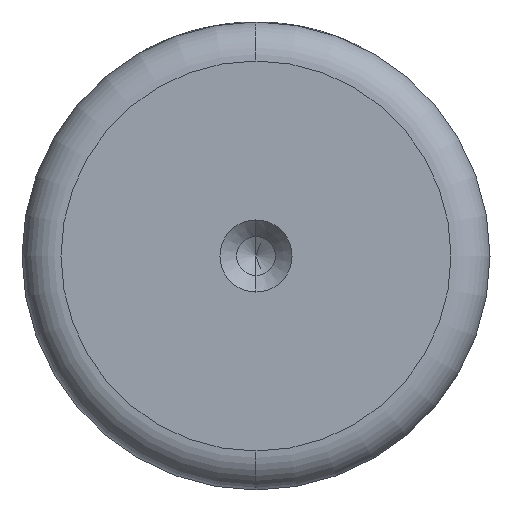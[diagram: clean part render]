
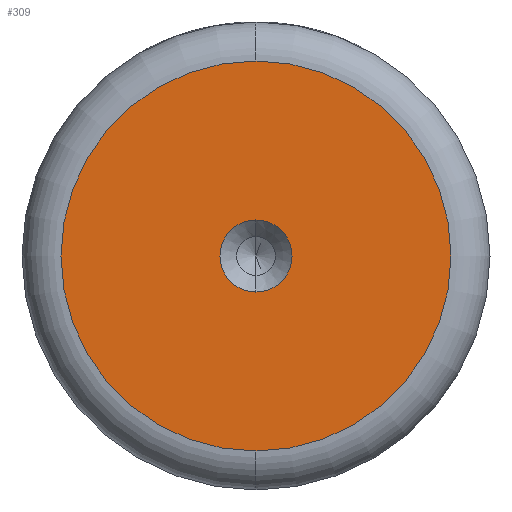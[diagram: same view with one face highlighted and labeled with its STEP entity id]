
A CAD part, left-side view. The second image highlights one B-rep face of the part: STEP entity #309.
In plain terms, the highlighted planar face has unit normal (-1, 0, 0).
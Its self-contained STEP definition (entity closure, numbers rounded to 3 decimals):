
#15 = EDGE_LOOP ( 'NONE', ( #329, #277 ) ) ;
#34 = VERTEX_POINT ( 'NONE', #361 ) ;
#60 = VERTEX_POINT ( 'NONE', #767 ) ;
#97 = EDGE_LOOP ( 'NONE', ( #959, #427 ) ) ;
#164 = CIRCLE ( 'NONE', #605, 10. ) ;
#182 = DIRECTION ( 'NONE',  ( -1., 0., 0. ) ) ;
#198 = PLANE ( 'NONE',  #1379 ) ;
#220 = CIRCLE ( 'NONE', #764, 1.85 ) ;
#269 = FACE_BOUND ( 'NONE', #15, .T. ) ;
#277 = ORIENTED_EDGE ( 'NONE', *, *, #961, .F. ) ;
#303 = CARTESIAN_POINT ( 'NONE',  ( 0., 0., 0. ) ) ;
#309 = ADVANCED_FACE ( 'NONE', ( #269, #784 ), #198, .T. ) ;
#329 = ORIENTED_EDGE ( 'NONE', *, *, #980, .F. ) ;
#340 = DIRECTION ( 'NONE',  ( -1., 0., 0. ) ) ;
#361 = CARTESIAN_POINT ( 'NONE',  ( 0., 0., -10. ) ) ;
#408 = DIRECTION ( 'NONE',  ( 0., 0., 1. ) ) ;
#427 = ORIENTED_EDGE ( 'NONE', *, *, #983, .T. ) ;
#437 = CARTESIAN_POINT ( 'NONE',  ( 0., 0., 0. ) ) ;
#537 = DIRECTION ( 'NONE',  ( 0., 0., 1. ) ) ;
#539 = CARTESIAN_POINT ( 'NONE',  ( 0., 0., 0. ) ) ;
#605 = AXIS2_PLACEMENT_3D ( 'NONE', #802, #182, #911 ) ;
#644 = DIRECTION ( 'NONE',  ( 0., 0., 1. ) ) ;
#761 = AXIS2_PLACEMENT_3D ( 'NONE', #539, #1282, #644 ) ;
#764 = AXIS2_PLACEMENT_3D ( 'NONE', #960, #340, #1068 ) ;
#767 = CARTESIAN_POINT ( 'NONE',  ( 0., 0., 10. ) ) ;
#784 = FACE_OUTER_BOUND ( 'NONE', #97, .T. ) ;
#795 = AXIS2_PLACEMENT_3D ( 'NONE', #437, #1174, #537 ) ;
#802 = CARTESIAN_POINT ( 'NONE',  ( 0., 0., 0. ) ) ;
#846 = VERTEX_POINT ( 'NONE', #1000 ) ;
#876 = CARTESIAN_POINT ( 'NONE',  ( 0., 0., -1.85 ) ) ;
#911 = DIRECTION ( 'NONE',  ( 0., 0., 1. ) ) ;
#959 = ORIENTED_EDGE ( 'NONE', *, *, #1197, .T. ) ;
#960 = CARTESIAN_POINT ( 'NONE',  ( 0., 0., 0. ) ) ;
#961 = EDGE_CURVE ( 'NONE', #1028, #846, #1342, .T. ) ;
#980 = EDGE_CURVE ( 'NONE', #846, #1028, #220, .T. ) ;
#983 = EDGE_CURVE ( 'NONE', #34, #60, #1021, .T. ) ;
#1000 = CARTESIAN_POINT ( 'NONE',  ( 0., 0., 1.85 ) ) ;
#1021 = CIRCLE ( 'NONE', #761, 10. ) ;
#1028 = VERTEX_POINT ( 'NONE', #876 ) ;
#1036 = DIRECTION ( 'NONE',  ( -1., 0., 0. ) ) ;
#1068 = DIRECTION ( 'NONE',  ( 0., 0., 1. ) ) ;
#1174 = DIRECTION ( 'NONE',  ( -1., 0., 0. ) ) ;
#1197 = EDGE_CURVE ( 'NONE', #60, #34, #164, .T. ) ;
#1282 = DIRECTION ( 'NONE',  ( -1., 0., 0. ) ) ;
#1342 = CIRCLE ( 'NONE', #795, 1.85 ) ;
#1379 = AXIS2_PLACEMENT_3D ( 'NONE', #303, #1036, #408 ) ;
